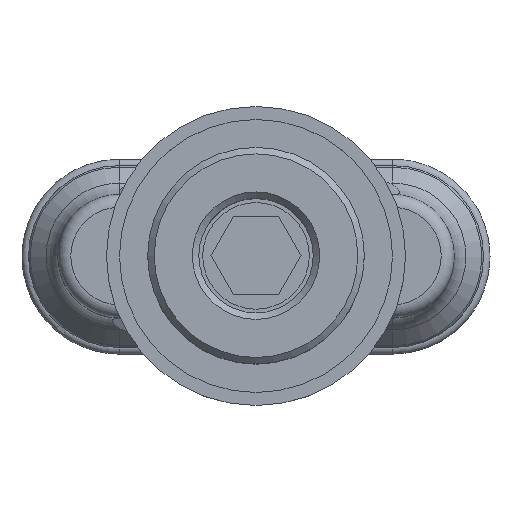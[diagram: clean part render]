
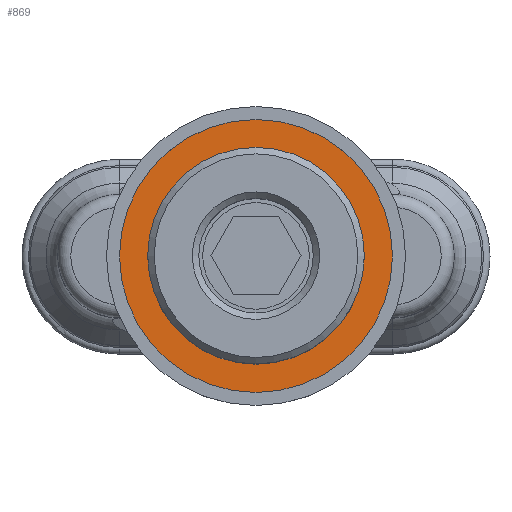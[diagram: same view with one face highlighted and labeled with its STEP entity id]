
A CAD part, top view. The second image highlights one B-rep face of the part: STEP entity #869.
In plain terms, the highlighted planar face has unit normal (0, 0, 1).
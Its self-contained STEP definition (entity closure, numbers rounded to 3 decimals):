
#869 = ADVANCED_FACE( '', ( #1886, #1887 ), #1888, .F. );
#1886 = FACE_OUTER_BOUND( '', #5338, .T. );
#1887 = FACE_BOUND( '', #5339, .T. );
#1888 = PLANE( '', #5340 );
#5338 = EDGE_LOOP( '', ( #8785 ) );
#5339 = EDGE_LOOP( '', ( #8786 ) );
#5340 = AXIS2_PLACEMENT_3D( '', #8787, #8788, #8789 );
#8785 = ORIENTED_EDGE( '', *, *, #11378, .F. );
#8786 = ORIENTED_EDGE( '', *, *, #11379, .T. );
#8787 = CARTESIAN_POINT( '', ( -7., 0., -2.5 ) );
#8788 = DIRECTION( '', ( 0., 0., -1. ) );
#8789 = DIRECTION( '', ( -1., 0., 0. ) );
#11378 = EDGE_CURVE( '', #13305, #13305, #13306, .T. );
#11379 = EDGE_CURVE( '', #13307, #13307, #13308, .T. );
#13305 = VERTEX_POINT( '', #18143 );
#13306 = CIRCLE( '', #18144, 10.5 );
#13307 = VERTEX_POINT( '', #18145 );
#13308 = CIRCLE( '', #18146, 7. );
#18143 = CARTESIAN_POINT( '', ( -10.5, 0., -2.5 ) );
#18144 = AXIS2_PLACEMENT_3D( '', #19608, #19609, #19610 );
#18145 = CARTESIAN_POINT( '', ( -7., 0., -2.5 ) );
#18146 = AXIS2_PLACEMENT_3D( '', #19611, #19612, #19613 );
#19608 = CARTESIAN_POINT( '', ( 0., 0., -2.5 ) );
#19609 = DIRECTION( '', ( 0., 0., -1. ) );
#19610 = DIRECTION( '', ( -1., 0., 0. ) );
#19611 = CARTESIAN_POINT( '', ( 0., 0., -2.5 ) );
#19612 = DIRECTION( '', ( 0., 0., -1. ) );
#19613 = DIRECTION( '', ( -1., 0., 0. ) );
